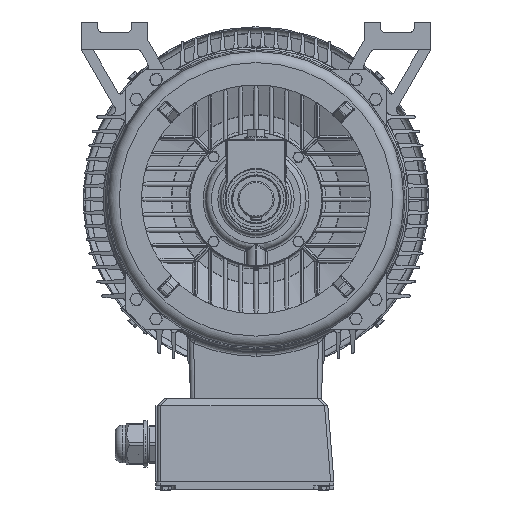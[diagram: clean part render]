
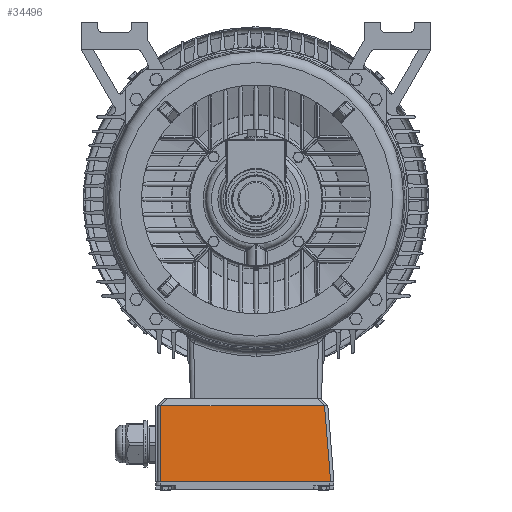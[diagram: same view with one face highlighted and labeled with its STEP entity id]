
A CAD part, left-side view. The second image highlights one B-rep face of the part: STEP entity #34496.
In plain terms, the highlighted planar face has unit normal (-0.999, 0, 0.051).
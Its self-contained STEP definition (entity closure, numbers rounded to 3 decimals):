
#121=(
BOUNDED_CURVE()
B_SPLINE_CURVE(3,(#166859,#166860,#166861,#166862),.UNSPECIFIED.,.F.,.F.)
B_SPLINE_CURVE_WITH_KNOTS((4,4),(0.,1.),.UNSPECIFIED.)
CURVE()
GEOMETRIC_REPRESENTATION_ITEM()
RATIONAL_B_SPLINE_CURVE((1.,1.,1.,1.))
REPRESENTATION_ITEM('')
);
#3694=FACE_OUTER_BOUND('',#43223,.T.);
#7670=PLANE('',#108524);
#15273=LINE('',#166813,#25037);
#15283=LINE('',#166857,#25047);
#15284=LINE('',#166864,#25048);
#15285=LINE('',#166866,#25049);
#15286=LINE('',#166868,#25050);
#25037=VECTOR('',#122900,1.);
#25047=VECTOR('',#122914,1.);
#25048=VECTOR('',#122915,1.);
#25049=VECTOR('',#122916,1.);
#25050=VECTOR('',#122917,1.);
#34496=ADVANCED_FACE('',(#3694),#7670,.T.);
#43223=EDGE_LOOP('',(#59862,#59863,#59864,#59865,#59866,#59867));
#59862=ORIENTED_EDGE('',*,*,#93377,.T.);
#59863=ORIENTED_EDGE('',*,*,#93378,.T.);
#59864=ORIENTED_EDGE('',*,*,#93379,.F.);
#59865=ORIENTED_EDGE('',*,*,#93380,.F.);
#59866=ORIENTED_EDGE('',*,*,#93381,.T.);
#59867=ORIENTED_EDGE('',*,*,#93362,.F.);
#81530=VERTEX_POINT('',#166814);
#81531=VERTEX_POINT('',#166815);
#81542=VERTEX_POINT('',#166858);
#81543=VERTEX_POINT('',#166863);
#81544=VERTEX_POINT('',#166865);
#81545=VERTEX_POINT('',#166867);
#93362=EDGE_CURVE('',#81530,#81531,#15273,.T.);
#93377=EDGE_CURVE('',#81530,#81542,#15283,.T.);
#93378=EDGE_CURVE('',#81542,#81543,#121,.T.);
#93379=EDGE_CURVE('',#81544,#81543,#15284,.T.);
#93380=EDGE_CURVE('',#81545,#81544,#15285,.T.);
#93381=EDGE_CURVE('',#81545,#81531,#15286,.T.);
#108524=AXIS2_PLACEMENT_3D('',#166869,#122918,#122919);
#122900=DIRECTION('',(0.,1.,0.));
#122914=DIRECTION('',(0.051,0.08,0.996));
#122915=DIRECTION('',(0.,-1.,0.));
#122916=DIRECTION('',(0.,-1.,0.));
#122917=DIRECTION('',(-0.051,0.,-0.999));
#122918=DIRECTION('',(-0.999,0.,0.051));
#122919=DIRECTION('',(0.051,0.,0.999));
#166813=CARTESIAN_POINT('',(-5.583,507.783,-835.283));
#166814=CARTESIAN_POINT('',(-5.583,193.777,-835.283));
#166815=CARTESIAN_POINT('',(-5.583,498.783,-835.283));
#166857=CARTESIAN_POINT('',(1.393,204.739,-698.76));
#166858=CARTESIAN_POINT('',(1.417,204.777,-698.283));
#166859=CARTESIAN_POINT('',(1.417,204.777,-698.283));
#166860=CARTESIAN_POINT('',(1.417,204.783,-698.283));
#166861=CARTESIAN_POINT('',(1.417,204.788,-698.283));
#166862=CARTESIAN_POINT('',(1.417,204.793,-698.283));
#166863=CARTESIAN_POINT('',(1.417,204.793,-698.283));
#166864=CARTESIAN_POINT('',(1.417,508.783,-698.283));
#166865=CARTESIAN_POINT('',(1.417,498.772,-698.283));
#166866=CARTESIAN_POINT('',(1.417,508.783,-698.283));
#166867=CARTESIAN_POINT('',(1.417,498.783,-698.283));
#166868=CARTESIAN_POINT('',(-5.583,498.783,-835.283));
#166869=CARTESIAN_POINT('',(-5.583,508.783,-835.283));
